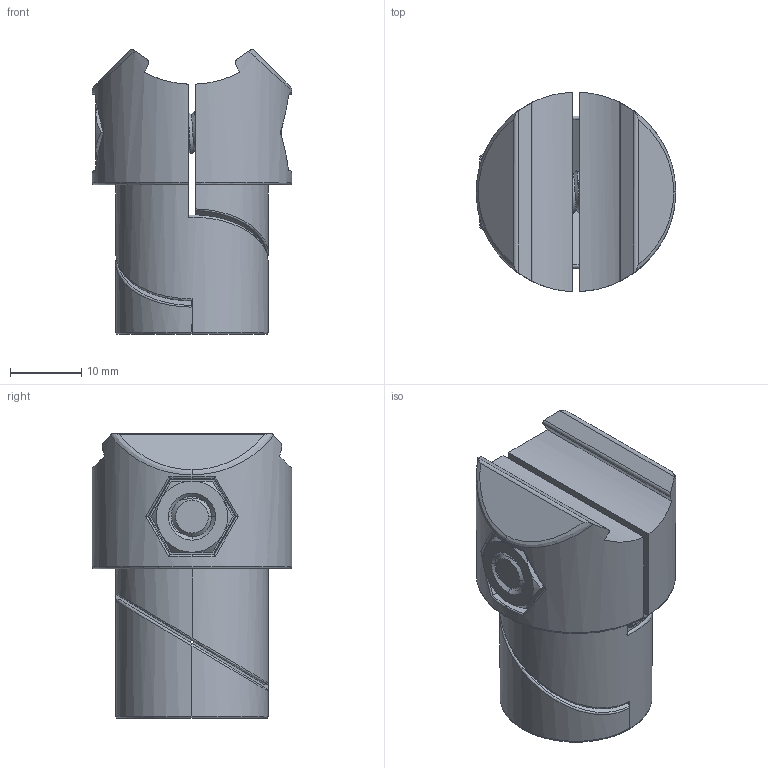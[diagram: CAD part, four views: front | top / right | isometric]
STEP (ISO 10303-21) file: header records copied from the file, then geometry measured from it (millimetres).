
FILE_DESCRIPTION (( 'STEP AP214' ), '1' );
FILE_NAME ('B399 Ò-ñîåäèíèòåëü òðóáíûõ ïðîôèëåé Ô28.STEP', '2024-01-29T13:50:59', ( '' ), ( '' ), 'SwSTEP 2.0', 'SolidWorks 2022', '' );
FILE_SCHEMA (( 'AUTOMOTIVE_DESIGN' ));
Length unit declared in the file: millimetre
Products named in the file (1): B399 Т-соединитель трубных профилей Ф28
Bounding box: 28 x 27.98 x 40 mm (x, y, z)
Volume: 15453.7 mm3; surface area: 8721.8 mm2
Topology: 4 solids, 4 shells, 261 faces, 708 edges, 463 vertices
Faces by surface type: cylinder 88, plane 72, bspline 46, torus 28, cone 27
Entity records: 19967 total; most frequent: CARTESIAN_POINT 11270, ORIENTED_EDGE 1416, DIRECTION 862, EDGE_CURVE 708, VERTEX_POINT 463, B_SPLINE_CURVE_WITH_KNOTS 372, AXIS2_PLACEMENT_3D 312, EDGE_LOOP 275
